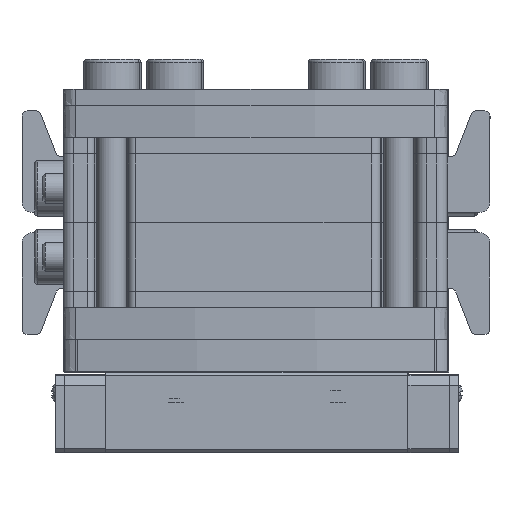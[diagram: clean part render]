
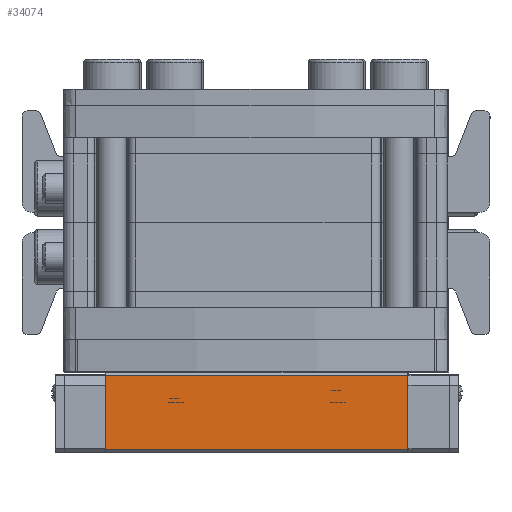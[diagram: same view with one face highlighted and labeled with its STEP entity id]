
A CAD part, front view. The second image highlights one B-rep face of the part: STEP entity #34074.
In plain terms, the highlighted face is planar.
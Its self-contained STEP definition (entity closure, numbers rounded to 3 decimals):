
#2827=FACE_OUTER_BOUND('',#4967,.T.);
#4967=EDGE_LOOP('',(#26793,#26794,#26795,#26796));
#9034=LINE('',#57420,#12181);
#9040=LINE('',#57432,#12187);
#9069=LINE('',#57497,#12216);
#9070=LINE('',#57498,#12217);
#12181=VECTOR('',#42762,1000.);
#12187=VECTOR('',#42770,1000.);
#12216=VECTOR('',#42823,1000.);
#12217=VECTOR('',#42824,1000.);
#15487=VERTEX_POINT('',#57416);
#15489=VERTEX_POINT('',#57419);
#15492=VERTEX_POINT('',#57426);
#15494=VERTEX_POINT('',#57430);
#19526=EDGE_CURVE('',#15489,#15487,#9034,.T.);
#19532=EDGE_CURVE('',#15492,#15494,#9040,.T.);
#19563=EDGE_CURVE('',#15487,#15492,#9069,.T.);
#19564=EDGE_CURVE('',#15489,#15494,#9070,.T.);
#26793=ORIENTED_EDGE('',*,*,#19563,.T.);
#26794=ORIENTED_EDGE('',*,*,#19532,.T.);
#26795=ORIENTED_EDGE('',*,*,#19564,.F.);
#26796=ORIENTED_EDGE('',*,*,#19526,.T.);
#32643=PLANE('',#36710);
#34074=ADVANCED_FACE('',(#2827),#32643,.T.);
#36710=AXIS2_PLACEMENT_3D('',#57496,#42821,#42822);
#42762=DIRECTION('',(0.,0.,1.));
#42770=DIRECTION('',(0.,0.,-1.));
#42821=DIRECTION('center_axis',(-1.,0.,0.));
#42822=DIRECTION('ref_axis',(0.,-1.,0.));
#42823=DIRECTION('',(0.,1.,0.));
#42824=DIRECTION('',(0.,1.,0.));
#57416=CARTESIAN_POINT('',(-10.,-3.7,14.95));
#57419=CARTESIAN_POINT('',(-10.,-3.7,-14.95));
#57420=CARTESIAN_POINT('',(-10.,-3.7,14.95));
#57426=CARTESIAN_POINT('',(-10.,3.7,14.95));
#57430=CARTESIAN_POINT('',(-10.,3.7,-14.95));
#57432=CARTESIAN_POINT('',(-10.,3.7,14.95));
#57496=CARTESIAN_POINT('Origin',(-10.,0.,14.95));
#57497=CARTESIAN_POINT('',(-10.,0.,14.95));
#57498=CARTESIAN_POINT('',(-10.,0.,-14.95));
